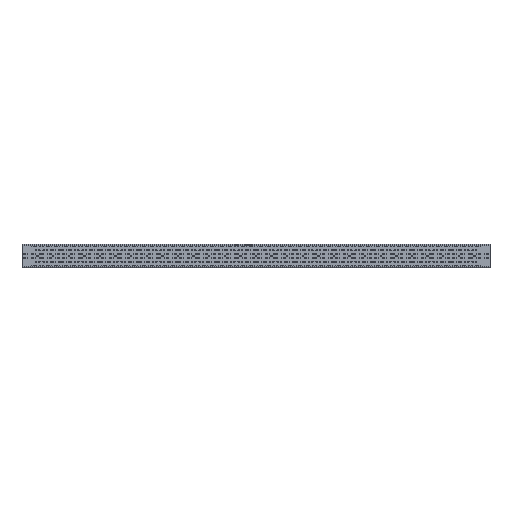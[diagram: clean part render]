
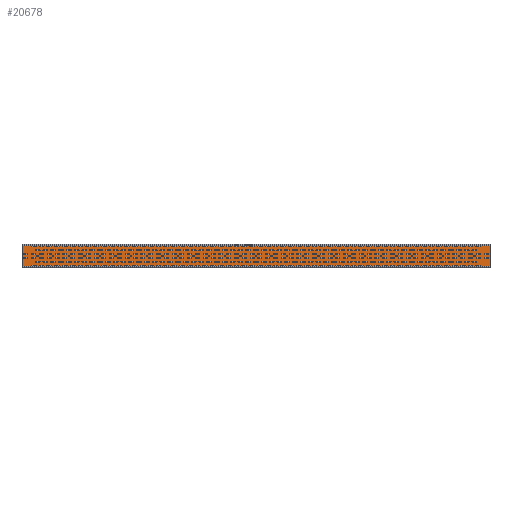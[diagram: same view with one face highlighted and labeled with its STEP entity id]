
A CAD part, top view. The second image highlights one B-rep face of the part: STEP entity #20678.
In plain terms, the highlighted planar face has unit normal (0, 0, 1).
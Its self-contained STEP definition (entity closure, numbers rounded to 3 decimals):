
#2670=FACE_OUTER_BOUND('',#3570,.T.);
#3570=EDGE_LOOP('',(#16396,#16397,#16398,#16399));
#6183=LINE('',#31136,#7867);
#6185=LINE('',#31145,#7869);
#6206=LINE('',#31198,#7890);
#6208=LINE('',#31202,#7892);
#7867=VECTOR('',#24211,1.);
#7869=VECTOR('',#24219,1.);
#7890=VECTOR('',#24272,1.);
#7892=VECTOR('',#24278,1.);
#9558=VERTEX_POINT('',#31133);
#9559=VERTEX_POINT('',#31135);
#9562=VERTEX_POINT('',#31142);
#9563=VERTEX_POINT('',#31144);
#12936=EDGE_CURVE('',#9559,#9558,#6183,.T.);
#12940=EDGE_CURVE('',#9562,#9563,#6185,.T.);
#12968=EDGE_CURVE('',#9563,#9558,#6206,.F.);
#12970=EDGE_CURVE('',#9562,#9559,#6208,.T.);
#16396=ORIENTED_EDGE('',*,*,#12968,.F.);
#16397=ORIENTED_EDGE('',*,*,#12940,.F.);
#16398=ORIENTED_EDGE('',*,*,#12970,.T.);
#16399=ORIENTED_EDGE('',*,*,#12936,.T.);
#19781=PLANE('',#21596);
#20678=ADVANCED_FACE('',(#2670),#19781,.T.);
#21596=AXIS2_PLACEMENT_3D('',#31201,#24276,#24277);
#24211=DIRECTION('',(0.,1.,0.));
#24219=DIRECTION('',(0.,1.,0.));
#24272=DIRECTION('',(-1.,0.,0.));
#24276=DIRECTION('center_axis',(0.,0.,1.));
#24277=DIRECTION('ref_axis',(0.,-1.,0.));
#24278=DIRECTION('',(1.,0.,0.));
#31133=CARTESIAN_POINT('',(3129.345,152.607,-11.5));
#31135=CARTESIAN_POINT('',(3129.345,10.607,-11.5));
#31136=CARTESIAN_POINT('',(3129.345,81.607,-11.5));
#31142=CARTESIAN_POINT('',(99.345,10.607,-11.5));
#31144=CARTESIAN_POINT('',(99.345,152.607,-11.5));
#31145=CARTESIAN_POINT('',(99.345,81.607,-11.5));
#31198=CARTESIAN_POINT('',(1614.345,152.607,-11.5));
#31201=CARTESIAN_POINT('Origin',(1614.345,152.607,-11.5));
#31202=CARTESIAN_POINT('',(1614.345,10.607,-11.5));
